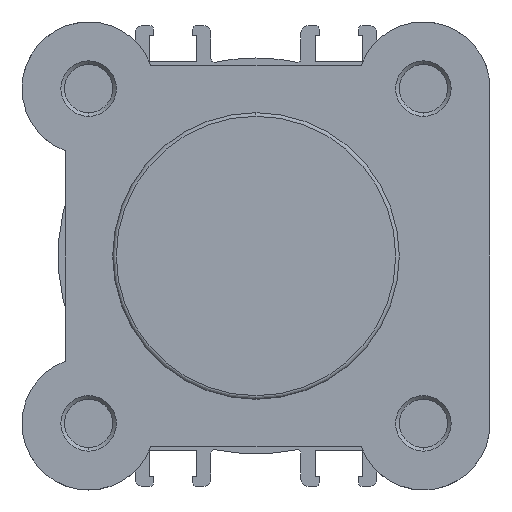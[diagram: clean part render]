
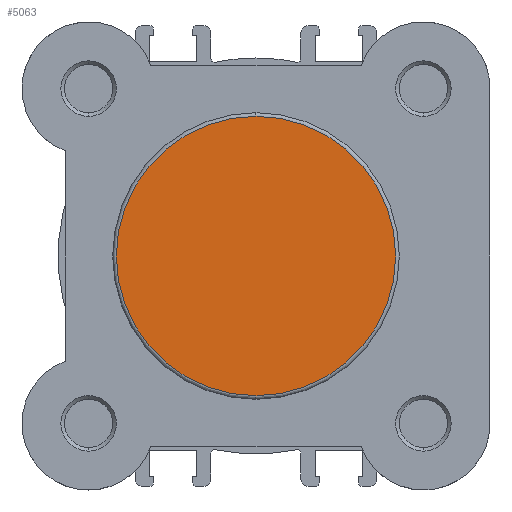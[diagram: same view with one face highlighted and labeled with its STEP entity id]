
A CAD part, left-side view. The second image highlights one B-rep face of the part: STEP entity #5063.
In plain terms, the highlighted planar face has unit normal (-1, 0, 0).
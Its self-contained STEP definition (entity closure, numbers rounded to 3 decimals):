
#504 = ORIENTED_EDGE ( 'NONE', *, *, #1410, .T. ) ;
#505 = ORIENTED_EDGE ( 'NONE', *, *, #1470, .T. ) ;
#1348 = EDGE_LOOP ( 'NONE', ( #505, #504 ) ) ;
#1410 = EDGE_CURVE ( 'NONE', #6850, #6849, #6604, .T. ) ;
#1470 = EDGE_CURVE ( 'NONE', #6849, #6850, #6586, .T. ) ;
#1979 = AXIS2_PLACEMENT_3D ( 'NONE', #5363, #5364, #5365 ) ;
#2014 = AXIS2_PLACEMENT_3D ( 'NONE', #5511, #5518, #5519 ) ;
#3072 = FACE_OUTER_BOUND ( 'NONE', #1348, .T. ) ;
#4017 = CARTESIAN_POINT ( 'NONE',  ( 0., 19.9, 0. ) ) ;
#4018 = PLANE ( 'NONE',  #4599 ) ;
#4020 = DIRECTION ( 'NONE',  ( 1., 0., 0. ) ) ;
#4021 = DIRECTION ( 'NONE',  ( 0., 0., -1. ) ) ;
#4599 = AXIS2_PLACEMENT_3D ( 'NONE', #4017, #4020, #4021 ) ;
#5063 = ADVANCED_FACE ( 'NONE', ( #3072 ), #4018, .F. ) ;
#5363 = CARTESIAN_POINT ( 'NONE',  ( 0., 0., 0. ) ) ;
#5364 = DIRECTION ( 'NONE',  ( -1., 0., 0. ) ) ;
#5365 = DIRECTION ( 'NONE',  ( 0., 0., -1. ) ) ;
#5511 = CARTESIAN_POINT ( 'NONE',  ( 0., 0., 0. ) ) ;
#5518 = DIRECTION ( 'NONE',  ( -1., 0., 0. ) ) ;
#5519 = DIRECTION ( 'NONE',  ( 0., 0., -1. ) ) ;
#6586 = CIRCLE ( 'NONE', #2014, 19.4 ) ;
#6604 = CIRCLE ( 'NONE', #1979, 19.4 ) ;
#6849 = VERTEX_POINT ( 'NONE', #7112 ) ;
#6850 = VERTEX_POINT ( 'NONE', #7113 ) ;
#7112 = CARTESIAN_POINT ( 'NONE',  ( 0., 0., -19.4 ) ) ;
#7113 = CARTESIAN_POINT ( 'NONE',  ( 0., 0., 19.4 ) ) ;
